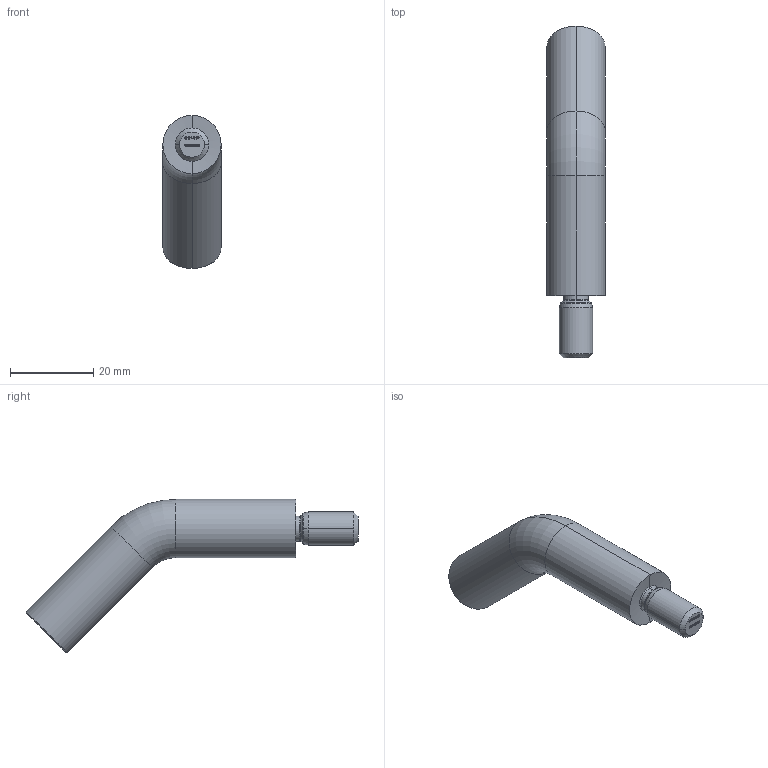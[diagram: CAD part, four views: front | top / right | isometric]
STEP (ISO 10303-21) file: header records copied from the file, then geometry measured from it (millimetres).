
FILE_DESCRIPTION (( 'STEP AP203' ), '1' );
FILE_NAME ('50471-240.STEP', '2018-08-07T07:12:48', ( '' ), ( '' ), 'SwSTEP 2.0', 'SolidWorks 2015', '' );
FILE_SCHEMA (( 'CONFIG_CONTROL_DESIGN' ));
Length unit declared in the file: millimetre
Products named in the file (1): 50471-240
Bounding box: 14 x 79.77 x 36.77 mm (x, y, z)
Volume: 11413.6 mm3; surface area: 3754.1 mm2
Topology: 1 solids, 1 shells, 242 faces, 624 edges, 408 vertices
Faces by surface type: plane 134, bspline 80, torus 10, cone 10, cylinder 8
Entity records: 11887 total; most frequent: CARTESIAN_POINT 6427, ORIENTED_EDGE 1248, DIRECTION 832, EDGE_CURVE 624, VECTOR 422, LINE 422, VERTEX_POINT 408, EDGE_LOOP 266
